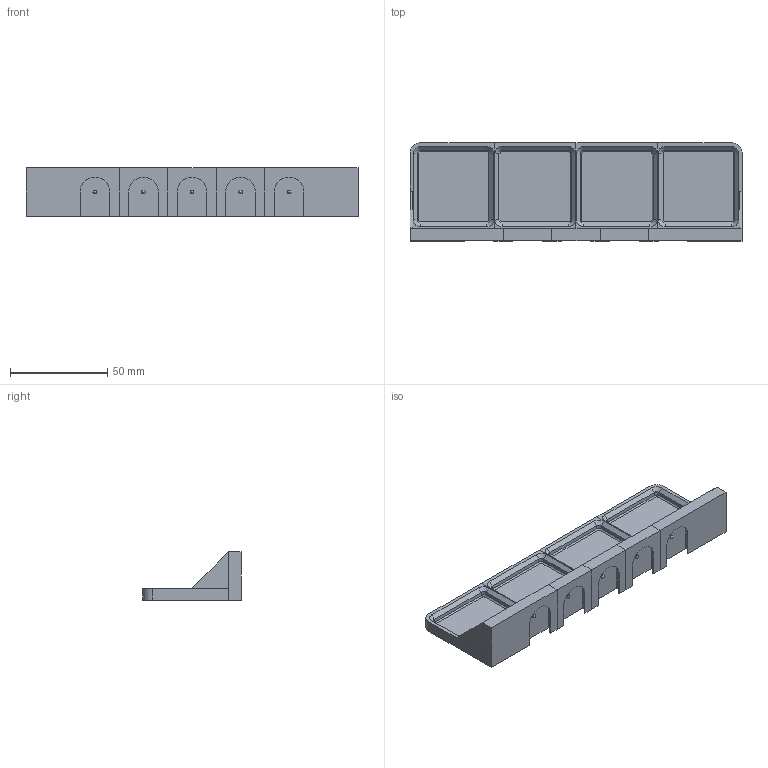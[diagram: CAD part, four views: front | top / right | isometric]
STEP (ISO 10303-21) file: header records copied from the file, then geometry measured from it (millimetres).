
FILE_DESCRIPTION(('HOOPS Exchange Step'),'2;1');
FILE_NAME('temp_export','2024-02-26T22:21:58+01:00',('ddanier'),('Shapr3D Limited'),'HOOPS Exchange 2023.2','Shapr3D','Authorized');
FILE_SCHEMA( ('AUTOMOTIVE_DESIGN { 1 0 10303 214 1 1 1 1 }') );
Length unit declared in the file: millimetre
Products named in the file (1): Gridfinity 4x1 shelve
Bounding box: 171 x 50.5 x 25 mm (x, y, z)
Volume: 39552.5 mm3; surface area: 36001.2 mm2
Topology: 11 solids, 11 shells, 221 faces, 501 edges, 306 vertices
Faces by surface type: plane 151, cone 42, cylinder 28
Entity records: 6025 total; most frequent: DIRECTION 1033, CARTESIAN_POINT 1024, ORIENTED_EDGE 992, EDGE_CURVE 496, VECTOR 403, LINE 403, AXIS2_PLACEMENT_3D 315, VERTEX_POINT 306
